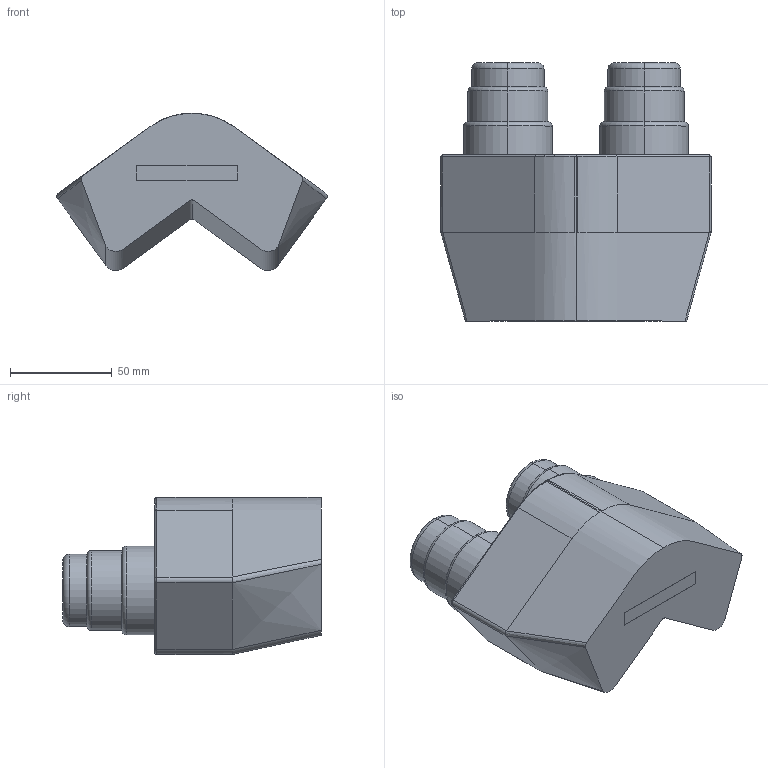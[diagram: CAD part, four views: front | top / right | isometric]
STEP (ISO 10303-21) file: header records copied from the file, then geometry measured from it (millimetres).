
FILE_DESCRIPTION (( 'STEP AP203' ), '1' );
FILE_NAME ('Ts2R_Eyepiece.STEP', '2019-10-14T21:09:14', ( 'Matt' ), ( '' ), 'SwSTEP 2.0', 'SolidWorks 2018', '' );
FILE_SCHEMA (( 'CONFIG_CONTROL_DESIGN' ));
Length unit declared in the file: millimetre
Products named in the file (1): Ts2R_Eyepiece
Bounding box: 132.66 x 126.73 x 77.11 mm (x, y, z)
Volume: 582488.7 mm3; surface area: 48516.1 mm2
Topology: 1 solids, 1 shells, 76 faces, 176 edges, 106 vertices
Faces by surface type: cylinder 30, torus 20, plane 17, bspline 9
Entity records: 2493 total; most frequent: CARTESIAN_POINT 717, DIRECTION 366, ORIENTED_EDGE 350, EDGE_CURVE 175, AXIS2_PLACEMENT_3D 148, VERTEX_POINT 106, EDGE_LOOP 81, CIRCLE 80
